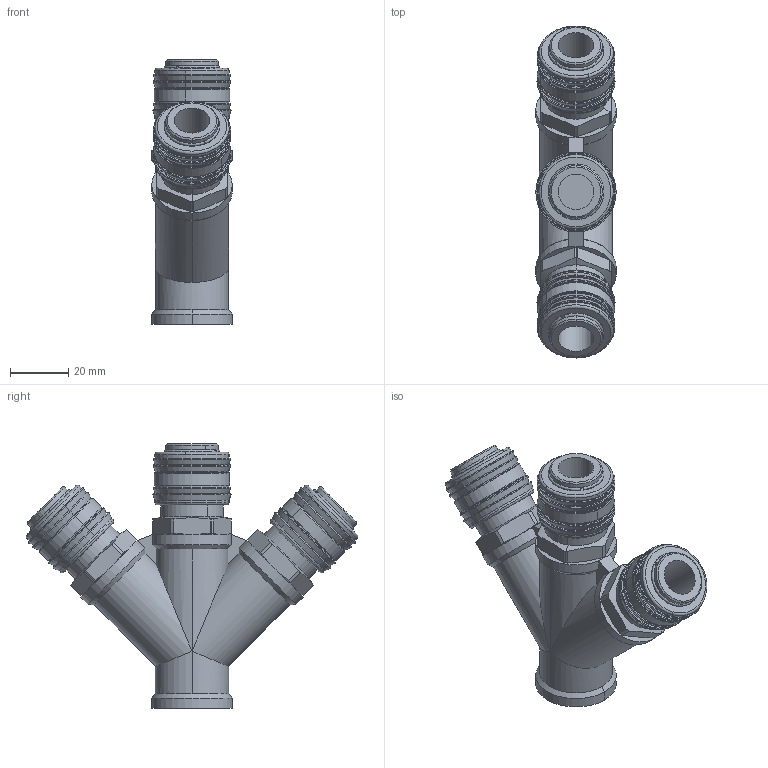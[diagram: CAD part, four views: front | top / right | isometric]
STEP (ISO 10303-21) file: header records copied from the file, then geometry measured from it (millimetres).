
FILE_DESCRIPTION(('STEP AP214'),'1');
FILE_NAME('vws_12_es.stp','2020-03-05T08:48:54',('TraceParts'),('TraceParts S.A.'),'Spatial InterOp 3D',' ',' ');
FILE_SCHEMA(('automotive_design'));
Length unit declared in the file: millimetre
Products named in the file (1): Volumenkörper1
Bounding box: 27.5 x 113.6 x 90.5 mm (x, y, z)
Volume: 59567.3 mm3; surface area: 28364.7 mm2
Topology: 1 solids, 1 shells, 349 faces, 823 edges, 513 vertices
Faces by surface type: cylinder 110, torus 84, cone 82, plane 73
Entity records: 13032 total; most frequent: DIRECTION 1970, CARTESIAN_POINT 1936, ORIENTED_EDGE 1646, AXIS2_PLACEMENT_3D 877, EDGE_CURVE 823, CIRCLE 515, VERTEX_POINT 513, EDGE_LOOP 386
